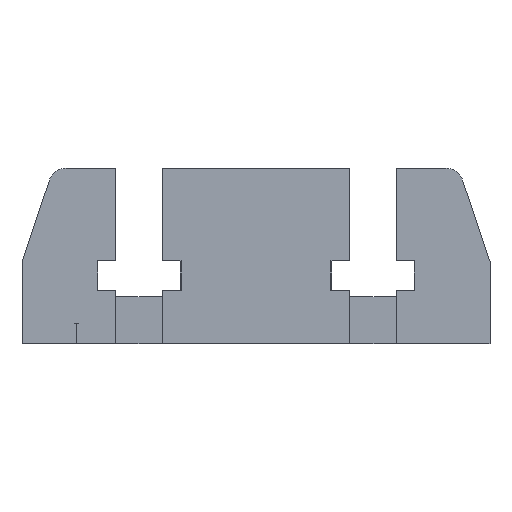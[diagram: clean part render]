
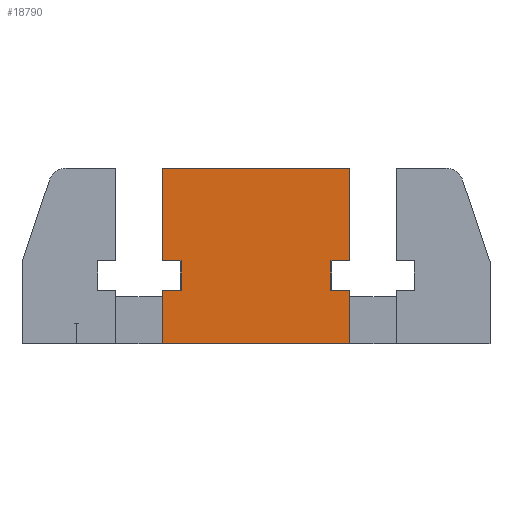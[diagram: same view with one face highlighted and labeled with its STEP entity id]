
A CAD part, front view. The second image highlights one B-rep face of the part: STEP entity #18790.
In plain terms, the highlighted planar face has unit normal (0, -1, 0).
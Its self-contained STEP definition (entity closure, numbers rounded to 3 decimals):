
#168=FACE_OUTER_BOUND('',#1235,.T.);
#1235=EDGE_LOOP('',(#13544,#13545,#13546,#13547,#13548,#13549,#13550,#13551,
#13552,#13553,#13554,#13555));
#2986=LINE('',#27296,#5735);
#3223=LINE('',#27771,#5972);
#3230=LINE('',#27784,#5979);
#3231=LINE('',#27787,#5980);
#3249=LINE('',#27825,#5998);
#3255=LINE('',#27838,#6004);
#3260=LINE('',#27846,#6009);
#3264=LINE('',#27853,#6013);
#3278=LINE('',#27880,#6027);
#3279=LINE('',#27882,#6028);
#3280=LINE('',#27884,#6029);
#3281=LINE('',#27885,#6030);
#5735=VECTOR('',#21838,10.);
#5972=VECTOR('',#22081,10.);
#5979=VECTOR('',#22094,10.);
#5980=VECTOR('',#22097,10.);
#5998=VECTOR('',#22123,10.);
#6004=VECTOR('',#22135,10.);
#6009=VECTOR('',#22144,10.);
#6013=VECTOR('',#22150,10.);
#6027=VECTOR('',#22176,10.);
#6028=VECTOR('',#22177,10.);
#6029=VECTOR('',#22178,10.);
#6030=VECTOR('',#22179,10.);
#8366=VERTEX_POINT('',#27293);
#8367=VERTEX_POINT('',#27295);
#8598=VERTEX_POINT('',#27762);
#8602=VERTEX_POINT('',#27769);
#8605=VERTEX_POINT('',#27782);
#8606=VERTEX_POINT('',#27786);
#8618=VERTEX_POINT('',#27816);
#8622=VERTEX_POINT('',#27823);
#8625=VERTEX_POINT('',#27836);
#8626=VERTEX_POINT('',#27837);
#8637=VERTEX_POINT('',#27881);
#8638=VERTEX_POINT('',#27883);
#10180=EDGE_CURVE('',#8367,#8366,#2986,.T.);
#10417=EDGE_CURVE('',#8598,#8602,#3223,.T.);
#10424=EDGE_CURVE('',#8598,#8605,#3230,.T.);
#10425=EDGE_CURVE('',#8605,#8606,#3231,.T.);
#10443=EDGE_CURVE('',#8618,#8622,#3249,.T.);
#10449=EDGE_CURVE('',#8625,#8626,#3255,.T.);
#10454=EDGE_CURVE('',#8618,#8625,#3260,.T.);
#10458=EDGE_CURVE('',#8367,#8602,#3264,.T.);
#10472=EDGE_CURVE('',#8366,#8626,#3278,.T.);
#10473=EDGE_CURVE('',#8622,#8637,#3279,.T.);
#10474=EDGE_CURVE('',#8638,#8637,#3280,.T.);
#10475=EDGE_CURVE('',#8606,#8638,#3281,.T.);
#13544=ORIENTED_EDGE('',*,*,#10180,.T.);
#13545=ORIENTED_EDGE('',*,*,#10472,.T.);
#13546=ORIENTED_EDGE('',*,*,#10449,.F.);
#13547=ORIENTED_EDGE('',*,*,#10454,.F.);
#13548=ORIENTED_EDGE('',*,*,#10443,.T.);
#13549=ORIENTED_EDGE('',*,*,#10473,.T.);
#13550=ORIENTED_EDGE('',*,*,#10474,.F.);
#13551=ORIENTED_EDGE('',*,*,#10475,.F.);
#13552=ORIENTED_EDGE('',*,*,#10425,.F.);
#13553=ORIENTED_EDGE('',*,*,#10424,.F.);
#13554=ORIENTED_EDGE('',*,*,#10417,.T.);
#13555=ORIENTED_EDGE('',*,*,#10458,.F.);
#17735=PLANE('',#19859);
#18790=ADVANCED_FACE('',(#168),#17735,.T.);
#19859=AXIS2_PLACEMENT_3D('',#27879,#22174,#22175);
#21838=DIRECTION('',(1.,0.,0.));
#22081=DIRECTION('',(-1.,0.,0.));
#22094=DIRECTION('',(0.,0.,1.));
#22097=DIRECTION('',(-1.,0.,0.));
#22123=DIRECTION('',(1.,0.,0.));
#22135=DIRECTION('',(1.,0.,0.));
#22144=DIRECTION('',(0.,0.,-1.));
#22150=DIRECTION('',(0.,0.,1.));
#22174=DIRECTION('center_axis',(0.,-1.,0.));
#22175=DIRECTION('ref_axis',(0.,0.,-1.));
#22176=DIRECTION('',(0.,0.,1.));
#22177=DIRECTION('',(0.,0.,1.));
#22178=DIRECTION('',(1.,0.,0.));
#22179=DIRECTION('',(0.,0.,1.));
#27293=CARTESIAN_POINT('',(-337.104,-57.3,32.751));
#27295=CARTESIAN_POINT('',(-353.004,-57.3,32.751));
#27296=CARTESIAN_POINT('',(-353.004,-57.3,32.751));
#27762=CARTESIAN_POINT('',(-351.409,-57.3,37.261));
#27769=CARTESIAN_POINT('',(-353.004,-57.3,37.261));
#27771=CARTESIAN_POINT('',(-351.409,-57.3,37.261));
#27782=CARTESIAN_POINT('',(-351.409,-57.3,39.791));
#27784=CARTESIAN_POINT('',(-351.409,-57.3,37.261));
#27786=CARTESIAN_POINT('',(-353.004,-57.3,39.791));
#27787=CARTESIAN_POINT('',(-351.409,-57.3,39.791));
#27816=CARTESIAN_POINT('',(-338.699,-57.3,39.791));
#27823=CARTESIAN_POINT('',(-337.104,-57.3,39.791));
#27825=CARTESIAN_POINT('',(-338.699,-57.3,39.791));
#27836=CARTESIAN_POINT('',(-338.699,-57.3,37.261));
#27837=CARTESIAN_POINT('',(-337.104,-57.3,37.261));
#27838=CARTESIAN_POINT('',(-338.699,-57.3,37.261));
#27846=CARTESIAN_POINT('',(-338.699,-57.3,39.791));
#27853=CARTESIAN_POINT('',(-353.004,-57.3,32.751));
#27879=CARTESIAN_POINT('Origin',(-337.104,-57.3,32.751));
#27880=CARTESIAN_POINT('',(-337.104,-57.3,32.751));
#27881=CARTESIAN_POINT('',(-337.104,-57.3,47.621));
#27882=CARTESIAN_POINT('',(-337.104,-57.3,39.791));
#27883=CARTESIAN_POINT('',(-353.004,-57.3,47.621));
#27884=CARTESIAN_POINT('',(-353.004,-57.3,47.621));
#27885=CARTESIAN_POINT('',(-353.004,-57.3,39.791));
